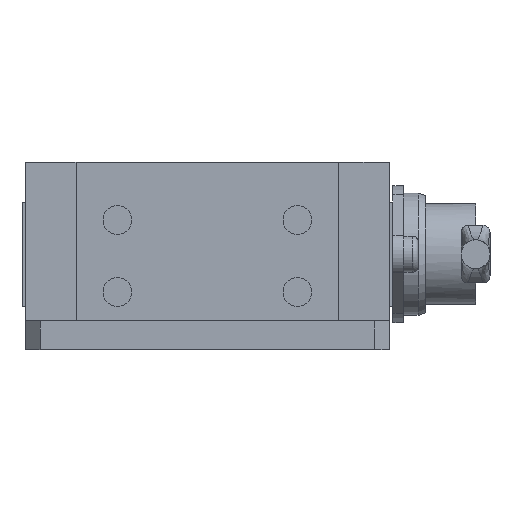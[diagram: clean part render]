
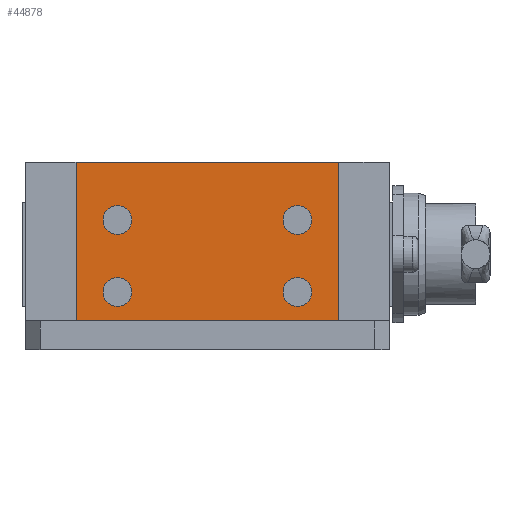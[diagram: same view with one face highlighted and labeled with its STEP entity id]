
A CAD part, left-side view. The second image highlights one B-rep face of the part: STEP entity #44878.
In plain terms, the highlighted planar face has unit normal (-1, 0, 0).
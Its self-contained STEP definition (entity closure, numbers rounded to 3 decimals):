
#1033=FACE_BOUND('',#6711,.T.);
#1034=FACE_BOUND('',#6712,.T.);
#1035=FACE_BOUND('',#6713,.T.);
#1036=FACE_BOUND('',#6714,.T.);
#1410=PLANE('',#47097);
#3605=FACE_OUTER_BOUND('',#6710,.T.);
#6710=EDGE_LOOP('',(#35316,#35317,#35318,#35319));
#6711=EDGE_LOOP('',(#35320));
#6712=EDGE_LOOP('',(#35321));
#6713=EDGE_LOOP('',(#35322));
#6714=EDGE_LOOP('',(#35323));
#12193=LINE('',#67669,#18321);
#12209=LINE('',#67707,#18337);
#12210=LINE('',#67710,#18338);
#12211=LINE('',#67711,#18339);
#18321=VECTOR('',#52473,1000.);
#18337=VECTOR('',#52503,1000.);
#18338=VECTOR('',#52506,1000.);
#18339=VECTOR('',#52507,1000.);
#21389=CIRCLE('',#46996,2.);
#21391=CIRCLE('',#46999,2.);
#21393=CIRCLE('',#47002,2.);
#21395=CIRCLE('',#47005,2.);
#21506=VERTEX_POINT('',#60929);
#21508=VERTEX_POINT('',#60935);
#21510=VERTEX_POINT('',#60941);
#21512=VERTEX_POINT('',#60947);
#24581=VERTEX_POINT('',#67666);
#24582=VERTEX_POINT('',#67668);
#24597=VERTEX_POINT('',#67705);
#24598=VERTEX_POINT('',#67709);
#25715=EDGE_CURVE('',#21506,#21506,#21389,.T.);
#25718=EDGE_CURVE('',#21508,#21508,#21391,.T.);
#25721=EDGE_CURVE('',#21510,#21510,#21393,.T.);
#25724=EDGE_CURVE('',#21512,#21512,#21395,.T.);
#28851=EDGE_CURVE('',#24582,#24581,#12193,.T.);
#28871=EDGE_CURVE('',#24597,#24581,#12209,.T.);
#28872=EDGE_CURVE('',#24598,#24597,#12210,.T.);
#28873=EDGE_CURVE('',#24598,#24582,#12211,.T.);
#35316=ORIENTED_EDGE('',*,*,#28851,.T.);
#35317=ORIENTED_EDGE('',*,*,#28871,.F.);
#35318=ORIENTED_EDGE('',*,*,#28872,.F.);
#35319=ORIENTED_EDGE('',*,*,#28873,.T.);
#35320=ORIENTED_EDGE('',*,*,#25715,.F.);
#35321=ORIENTED_EDGE('',*,*,#25718,.F.);
#35322=ORIENTED_EDGE('',*,*,#25721,.F.);
#35323=ORIENTED_EDGE('',*,*,#25724,.F.);
#44878=ADVANCED_FACE('',(#3605,#1033,#1034,#1035,#1036),#1410,.F.);
#46996=AXIS2_PLACEMENT_3D('',#60930,#49216,#49217);
#46999=AXIS2_PLACEMENT_3D('',#60936,#49223,#49224);
#47002=AXIS2_PLACEMENT_3D('',#60942,#49230,#49231);
#47005=AXIS2_PLACEMENT_3D('',#60948,#49237,#49238);
#47097=AXIS2_PLACEMENT_3D('',#67708,#52504,#52505);
#49216=DIRECTION('center_axis',(-1.,0.,0.));
#49217=DIRECTION('ref_axis',(0.,1.,0.));
#49223=DIRECTION('center_axis',(-1.,0.,0.));
#49224=DIRECTION('ref_axis',(0.,1.,0.));
#49230=DIRECTION('center_axis',(-1.,0.,0.));
#49231=DIRECTION('ref_axis',(0.,1.,0.));
#49237=DIRECTION('center_axis',(-1.,0.,0.));
#49238=DIRECTION('ref_axis',(0.,1.,0.));
#52473=DIRECTION('',(0.,1.,0.));
#52503=DIRECTION('',(0.,0.,1.));
#52504=DIRECTION('center_axis',(1.,0.,0.));
#52505=DIRECTION('ref_axis',(0.,1.,0.));
#52506=DIRECTION('',(0.,1.,0.));
#52507=DIRECTION('',(0.,0.,1.));
#60929=CARTESIAN_POINT('',(-64.25,-14.5,12.));
#60930=CARTESIAN_POINT('Origin',(-64.25,-12.5,12.));
#60935=CARTESIAN_POINT('',(-64.25,-14.5,2.));
#60936=CARTESIAN_POINT('Origin',(-64.25,-12.5,2.));
#60941=CARTESIAN_POINT('',(-64.25,10.5,2.));
#60942=CARTESIAN_POINT('Origin',(-64.25,12.5,2.));
#60947=CARTESIAN_POINT('',(-64.25,10.5,12.));
#60948=CARTESIAN_POINT('Origin',(-64.25,12.5,12.));
#67666=CARTESIAN_POINT('',(-64.25,18.25,20.));
#67668=CARTESIAN_POINT('',(-64.25,-18.25,20.));
#67669=CARTESIAN_POINT('',(-64.25,18.25,20.));
#67705=CARTESIAN_POINT('',(-64.25,18.25,-2.));
#67707=CARTESIAN_POINT('',(-64.25,18.25,-2.));
#67708=CARTESIAN_POINT('Origin',(-64.25,18.25,-2.));
#67709=CARTESIAN_POINT('',(-64.25,-18.25,-2.));
#67710=CARTESIAN_POINT('',(-64.25,18.25,-2.));
#67711=CARTESIAN_POINT('',(-64.25,-18.25,-2.));
